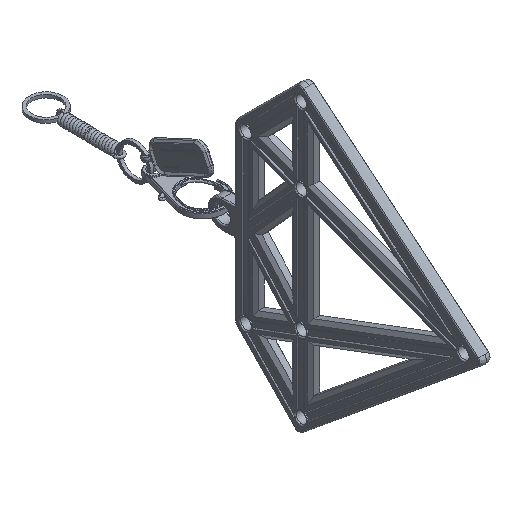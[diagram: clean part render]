
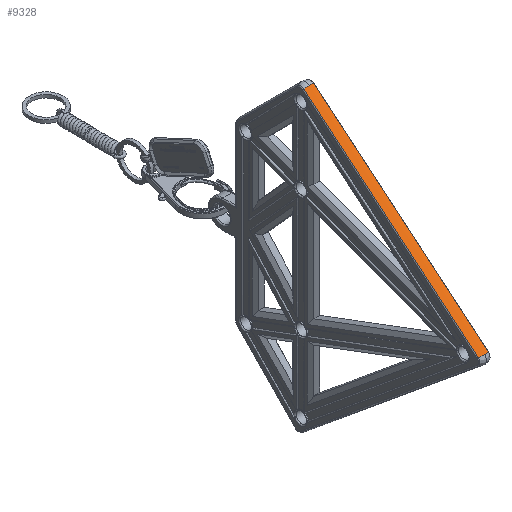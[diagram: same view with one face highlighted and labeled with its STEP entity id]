
A CAD part, isometric view. The second image highlights one B-rep face of the part: STEP entity #9328.
In plain terms, the highlighted free-form (B-spline) face has degree [2, 1] with [3, 2] control points.
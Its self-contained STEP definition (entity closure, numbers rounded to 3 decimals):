
#3647 = VERTEX_POINT('',#3648);
#3648 = CARTESIAN_POINT('',(-35.71,-61.096,
    -14.495));
#3700 = VERTEX_POINT('',#3701);
#3701 = CARTESIAN_POINT('',(-35.71,-42.342,
    1.133));
#3709 = EDGE_CURVE('',#3700,#3647,#3710,.T.);
#3710 = B_SPLINE_CURVE_WITH_KNOTS('',1,(#3711,#3712),.UNSPECIFIED.,.F.,
  .F.,(2,2),(-19.935,0.541),.PIECEWISE_BEZIER_KNOTS.);
#3711 = CARTESIAN_POINT('',(-35.71,-42.342,
    1.133));
#3712 = CARTESIAN_POINT('',(-35.71,-61.096,
    -14.495));
#4011 = VERTEX_POINT('',#4012);
#4012 = CARTESIAN_POINT('',(-35.18,-42.378,
    1.264));
#4029 = EDGE_CURVE('',#4011,#3700,#4030,.T.);
#4030 = ( BOUNDED_CURVE() B_SPLINE_CURVE(2,(#4031,#4032,#4033),
.UNSPECIFIED.,.F.,.F.) B_SPLINE_CURVE_WITH_KNOTS((3,3),(0.,
0.461),.PIECEWISE_BEZIER_KNOTS.) CURVE() 
GEOMETRIC_REPRESENTATION_ITEM() RATIONAL_B_SPLINE_CURVE((1.,
0.974,1.)) REPRESENTATION_ITEM('') );
#4031 = CARTESIAN_POINT('',(-35.18,-42.378,
    1.264));
#4032 = CARTESIAN_POINT('',(-35.46,-42.378,
    1.264));
#4033 = CARTESIAN_POINT('',(-35.71,-42.342,
    1.133));
#4060 = VERTEX_POINT('',#4061);
#4061 = CARTESIAN_POINT('',(-35.18,-61.233,
    -14.448));
#4076 = EDGE_CURVE('',#3647,#4060,#4077,.T.);
#4077 = ( BOUNDED_CURVE() B_SPLINE_CURVE(2,(#4078,#4079,#4080),
.UNSPECIFIED.,.F.,.F.) B_SPLINE_CURVE_WITH_KNOTS((3,3),(5.823,
6.283),.PIECEWISE_BEZIER_KNOTS.) CURVE() 
GEOMETRIC_REPRESENTATION_ITEM() RATIONAL_B_SPLINE_CURVE((1.,
0.974,1.)) REPRESENTATION_ITEM('') );
#4078 = CARTESIAN_POINT('',(-35.71,-61.096,
    -14.495));
#4079 = CARTESIAN_POINT('',(-35.46,-61.233,
    -14.448));
#4080 = CARTESIAN_POINT('',(-35.18,-61.233,
    -14.448));
#8889 = VERTEX_POINT('',#8890);
#8890 = CARTESIAN_POINT('',(-34.65,-61.096,
    -14.495));
#8940 = VERTEX_POINT('',#8941);
#8941 = CARTESIAN_POINT('',(-34.65,-42.342,
    1.133));
#8947 = EDGE_CURVE('',#8940,#8889,#8948,.T.);
#8948 = B_SPLINE_CURVE_WITH_KNOTS('',1,(#8949,#8950),.UNSPECIFIED.,.F.,
  .F.,(2,2),(-19.935,0.541),.PIECEWISE_BEZIER_KNOTS.);
#8949 = CARTESIAN_POINT('',(-34.65,-42.342,
    1.133));
#8950 = CARTESIAN_POINT('',(-34.65,-61.096,
    -14.495));
#9301 = EDGE_CURVE('',#4011,#8940,#9302,.T.);
#9302 = ( BOUNDED_CURVE() B_SPLINE_CURVE(2,(#9303,#9304,#9305),
.UNSPECIFIED.,.F.,.F.) B_SPLINE_CURVE_WITH_KNOTS((3,3),(0.,
0.461),.PIECEWISE_BEZIER_KNOTS.) CURVE() 
GEOMETRIC_REPRESENTATION_ITEM() RATIONAL_B_SPLINE_CURVE((1.,
0.974,1.)) REPRESENTATION_ITEM('') );
#9303 = CARTESIAN_POINT('',(-35.18,-42.378,
    1.264));
#9304 = CARTESIAN_POINT('',(-34.901,-42.378,
    1.264));
#9305 = CARTESIAN_POINT('',(-34.65,-42.342,
    1.133));
#9328 = ADVANCED_FACE('',(#9329),#9342,.T.);
#9329 = FACE_BOUND('',#9330,.T.);
#9330 = EDGE_LOOP('',(#9331,#9337,#9338,#9339,#9340,#9341));
#9331 = ORIENTED_EDGE('',*,*,#9332,.F.);
#9332 = EDGE_CURVE('',#8889,#4060,#9333,.T.);
#9333 = ( BOUNDED_CURVE() B_SPLINE_CURVE(2,(#9334,#9335,#9336),
.UNSPECIFIED.,.F.,.F.) B_SPLINE_CURVE_WITH_KNOTS((3,3),(5.823,
6.283),.PIECEWISE_BEZIER_KNOTS.) CURVE() 
GEOMETRIC_REPRESENTATION_ITEM() RATIONAL_B_SPLINE_CURVE((1.,
0.974,1.)) REPRESENTATION_ITEM('') );
#9334 = CARTESIAN_POINT('',(-34.65,-61.096,
    -14.495));
#9335 = CARTESIAN_POINT('',(-34.901,-61.233,
    -14.448));
#9336 = CARTESIAN_POINT('',(-35.18,-61.233,
    -14.448));
#9337 = ORIENTED_EDGE('',*,*,#8947,.F.);
#9338 = ORIENTED_EDGE('',*,*,#9301,.F.);
#9339 = ORIENTED_EDGE('',*,*,#4029,.T.);
#9340 = ORIENTED_EDGE('',*,*,#3709,.T.);
#9341 = ORIENTED_EDGE('',*,*,#4076,.T.);
#9342 = ( BOUNDED_SURFACE() B_SPLINE_SURFACE(2,1,(
    (#9343,#9344)
    ,(#9345,#9346)
    ,(#9347,#9348
)),.UNSPECIFIED.,.F.,.F.,.F.) B_SPLINE_SURFACE_WITH_KNOTS((3,3),(2,2),(
    4.252,5.173),(-0.604,19.982),
.PIECEWISE_BEZIER_KNOTS.) GEOMETRIC_REPRESENTATION_ITEM() 
RATIONAL_B_SPLINE_SURFACE((
    (1.,1.)
    ,(0.896,0.896)
,(1.,1.))) REPRESENTATION_ITEM('') SURFACE() );
#9343 = CARTESIAN_POINT('',(-35.71,-61.153,
    -14.543));
#9344 = CARTESIAN_POINT('',(-35.71,-42.299,
    1.169));
#9345 = CARTESIAN_POINT('',(-35.18,-61.322,
    -14.341));
#9346 = CARTESIAN_POINT('',(-35.18,-42.467,
    1.371));
#9347 = CARTESIAN_POINT('',(-34.65,-61.153,
    -14.543));
#9348 = CARTESIAN_POINT('',(-34.65,-42.299,
    1.169));
